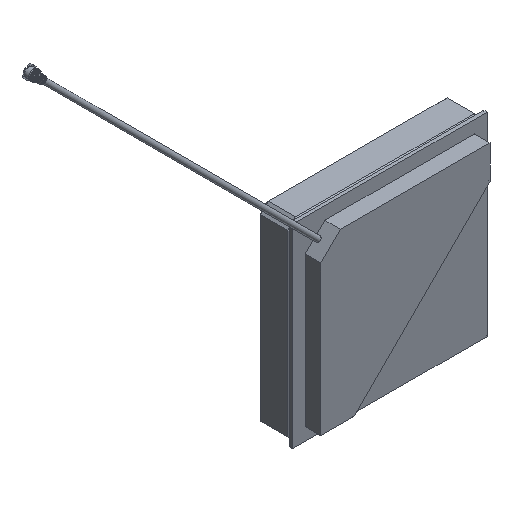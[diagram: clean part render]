
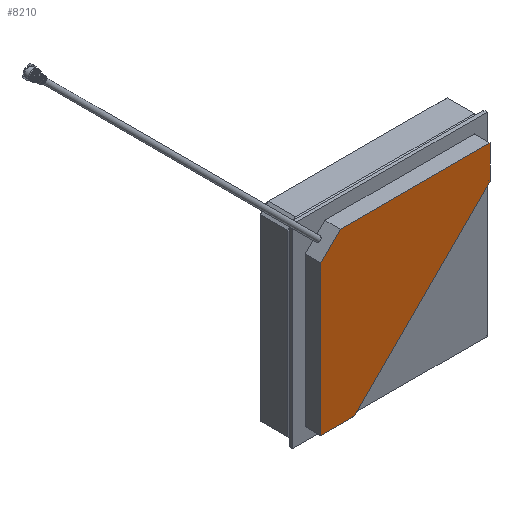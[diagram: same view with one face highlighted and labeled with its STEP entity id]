
A CAD part, isometric view. The second image highlights one B-rep face of the part: STEP entity #8210.
In plain terms, the highlighted planar face has unit normal (0, -1, 0).
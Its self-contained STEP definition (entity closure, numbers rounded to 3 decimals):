
#85 = VECTOR ( 'NONE', #6663, 1000. ) ;
#145 = LINE ( 'NONE', #17955, #4435 ) ;
#680 = DIRECTION ( 'NONE',  ( 0., 0., 1. ) ) ;
#844 = ORIENTED_EDGE ( 'NONE', *, *, #6639, .T. ) ;
#1052 = CARTESIAN_POINT ( 'NONE',  ( -21.75, -4.8, 16.75 ) ) ;
#1156 = CARTESIAN_POINT ( 'NONE',  ( -21.75, -4.8, 16.75 ) ) ;
#2018 = ORIENTED_EDGE ( 'NONE', *, *, #15283, .T. ) ;
#2042 = CARTESIAN_POINT ( 'NONE',  ( -13.25, -4.8, -21.75 ) ) ;
#3019 = LINE ( 'NONE', #18071, #85 ) ;
#3750 = ORIENTED_EDGE ( 'NONE', *, *, #14228, .T. ) ;
#4435 = VECTOR ( 'NONE', #680, 1000. ) ;
#4662 = CARTESIAN_POINT ( 'NONE',  ( 21.75, -4.8, 13.25 ) ) ;
#4697 = DIRECTION ( 'NONE',  ( -0.707, 0., -0.707 ) ) ;
#4941 = VECTOR ( 'NONE', #4697, 1000. ) ;
#5486 = DIRECTION ( 'NONE',  ( 0., 0., -1. ) ) ;
#5488 = VERTEX_POINT ( 'NONE', #1052 ) ;
#5734 = FACE_OUTER_BOUND ( 'NONE', #18029, .T. ) ;
#6172 = DIRECTION ( 'NONE',  ( 0.707, 0., 0.707 ) ) ;
#6565 = VECTOR ( 'NONE', #5486, 1000. ) ;
#6639 = EDGE_CURVE ( 'NONE', #14991, #12292, #145, .T. ) ;
#6663 = DIRECTION ( 'NONE',  ( 1., 0., 0. ) ) ;
#6795 = LINE ( 'NONE', #4662, #17368 ) ;
#6952 = DIRECTION ( 'NONE',  ( 0., 1., 0. ) ) ;
#7662 = VERTEX_POINT ( 'NONE', #2042 ) ;
#8210 = ADVANCED_FACE ( 'NONE', ( #5734 ), #11032, .F. ) ;
#8383 = LINE ( 'NONE', #1156, #6565 ) ;
#9547 = CARTESIAN_POINT ( 'NONE',  ( -16.75, -4.8, 21.75 ) ) ;
#9796 = VECTOR ( 'NONE', #10770, 1000. ) ;
#10752 = CARTESIAN_POINT ( 'NONE',  ( -16.75, -4.8, 21.75 ) ) ;
#10770 = DIRECTION ( 'NONE',  ( -1., 0., 0. ) ) ;
#10791 = CARTESIAN_POINT ( 'NONE',  ( -21.75, -4.8, -21.75 ) ) ;
#11032 = PLANE ( 'NONE',  #16997 ) ;
#11218 = DIRECTION ( 'NONE',  ( 1., 0., 0. ) ) ;
#11566 = ORIENTED_EDGE ( 'NONE', *, *, #14703, .T. ) ;
#12292 = VERTEX_POINT ( 'NONE', #14807 ) ;
#12629 = CARTESIAN_POINT ( 'NONE',  ( 0., -4.8, 0. ) ) ;
#13296 = CARTESIAN_POINT ( 'NONE',  ( -16.75, -4.8, 21.75 ) ) ;
#14194 = CARTESIAN_POINT ( 'NONE',  ( 21.75, -4.8, 13.25 ) ) ;
#14228 = EDGE_CURVE ( 'NONE', #12292, #14783, #17216, .T. ) ;
#14382 = EDGE_CURVE ( 'NONE', #5488, #17775, #8383, .T. ) ;
#14703 = EDGE_CURVE ( 'NONE', #7662, #14991, #6795, .T. ) ;
#14783 = VERTEX_POINT ( 'NONE', #10752 ) ;
#14807 = CARTESIAN_POINT ( 'NONE',  ( 21.75, -4.8, 21.75 ) ) ;
#14991 = VERTEX_POINT ( 'NONE', #14194 ) ;
#15283 = EDGE_CURVE ( 'NONE', #14783, #5488, #18467, .T. ) ;
#15494 = ORIENTED_EDGE ( 'NONE', *, *, #17457, .T. ) ;
#16997 = AXIS2_PLACEMENT_3D ( 'NONE', #12629, #6952, #11218 ) ;
#17190 = ORIENTED_EDGE ( 'NONE', *, *, #14382, .T. ) ;
#17216 = LINE ( 'NONE', #9547, #9796 ) ;
#17368 = VECTOR ( 'NONE', #6172, 1000. ) ;
#17457 = EDGE_CURVE ( 'NONE', #17775, #7662, #3019, .T. ) ;
#17775 = VERTEX_POINT ( 'NONE', #10791 ) ;
#17955 = CARTESIAN_POINT ( 'NONE',  ( 21.75, -4.8, 21.75 ) ) ;
#18029 = EDGE_LOOP ( 'NONE', ( #15494, #11566, #844, #3750, #2018, #17190 ) ) ;
#18071 = CARTESIAN_POINT ( 'NONE',  ( -21.75, -4.8, -21.75 ) ) ;
#18467 = LINE ( 'NONE', #13296, #4941 ) ;
